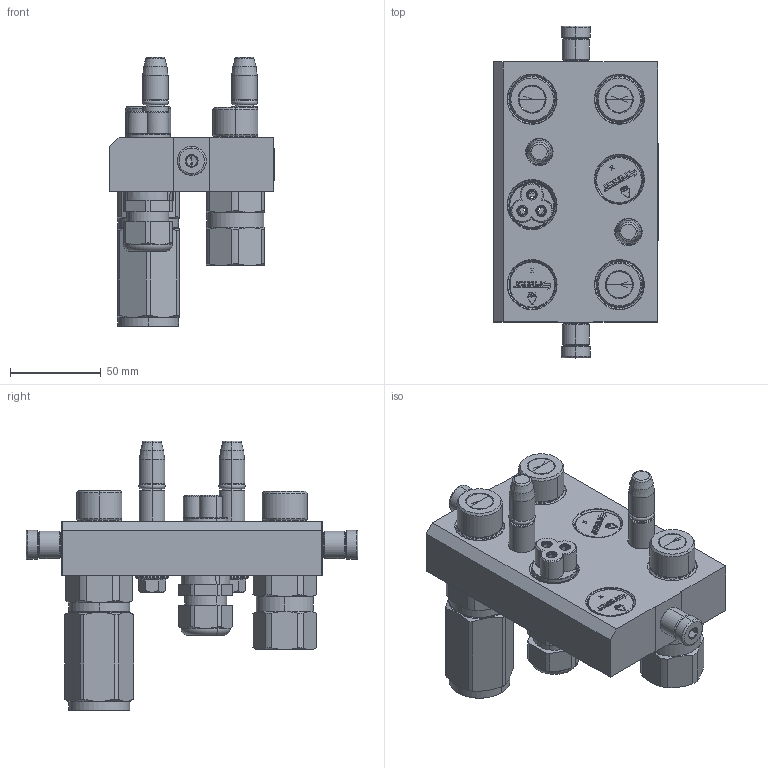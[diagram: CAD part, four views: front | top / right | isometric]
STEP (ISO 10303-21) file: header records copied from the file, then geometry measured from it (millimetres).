
FILE_DESCRIPTION (( 'STEP AP214' ), '1' );
FILE_NAME ('FASTER.step', '2022-05-30T09:03:01', ( '' ), ( '' ), 'SwSTEP 2.0', 'SolidWorks 2017', '' );
FILE_SCHEMA (( 'AUTOMOTIVE_DESIGN' ));
Length unit declared in the file: millimetre
Products named in the file (16): 4850_010_0000_010; 4830_021_0000_000; 4830_044_0000_000; 4830_028_1000_011; FASTER; P608_M_BASE; conn_3p_m; et002; 4830_013_3000_030; 3ffnp12_gas_m; 1540_080_0008_000; corpospel08-3m; 2ffnp12-18g_m; TAPPO_12; or2_62x9_19_m
Assembly tree (24 placements, depth 3):
  FASTER
    P608_M_BASE
      4850_010_0000_010
      4830_021_0000_000  x2
      4830_013_3000_030  x2
      4830_028_1000_011  x2
      1540_080_0008_000  x2
      or2_62x9_19_m  x2
    3ffnp12_gas_m
      3ffnp12_gas_m
    conn_3p_m
      4830_044_0000_000  x3
      corpospel08-3m
    TAPPO_12  x2
    2ffnp12-18g_m  x2
    et002
Bounding box: 90.3 x 182.6 x 148.2 mm (x, y, z)
Volume: 98902.1 mm3; surface area: 163002.8 mm2
Topology: 13 solids, 54 shells, 3081 faces, 8177 edges, 5254 vertices
Faces by surface type: plane 1729, cylinder 643, cone 424, torus 225, bspline 54, sphere 6
Entity records: 89632 total; most frequent: CARTESIAN_POINT 21263, ORIENTED_EDGE 11888, DIRECTION 11303, EDGE_CURVE 6167, LINE 4187, VECTOR 4187, VERTEX_POINT 4018, AXIS2_PLACEMENT_3D 3558
